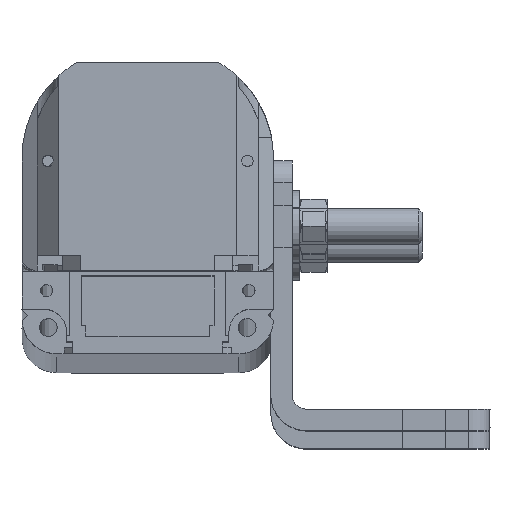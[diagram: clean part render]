
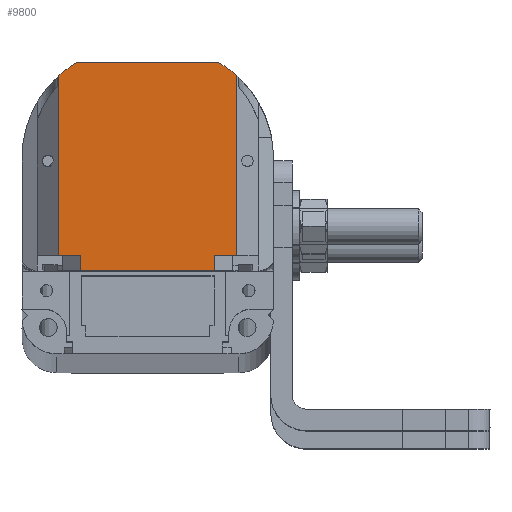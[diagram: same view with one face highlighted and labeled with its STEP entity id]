
A CAD part, top view. The second image highlights one B-rep face of the part: STEP entity #9800.
In plain terms, the highlighted planar face has unit normal (0, 0, 1).
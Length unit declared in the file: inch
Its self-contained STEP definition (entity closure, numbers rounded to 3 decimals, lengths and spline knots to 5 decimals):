
#255 = DIRECTION ( 'NONE',  ( -1., 0., 0. ) ) ;
#297 = VERTEX_POINT ( 'NONE', #2930 ) ;
#769 = VERTEX_POINT ( 'NONE', #4635 ) ;
#900 = LINE ( 'NONE', #2165, #19809 ) ;
#1306 = VECTOR ( 'NONE', #8476, 39.37008 ) ;
#1598 = LINE ( 'NONE', #7341, #13289 ) ;
#1635 = ORIENTED_EDGE ( 'NONE', *, *, #11850, .T. ) ;
#2165 = CARTESIAN_POINT ( 'NONE',  ( 2.93491, 3.58897, 10.27352 ) ) ;
#2303 = PLANE ( 'NONE',  #5538 ) ;
#2312 = EDGE_CURVE ( 'NONE', #22024, #9963, #900, .T. ) ;
#2927 = EDGE_LOOP ( 'NONE', ( #4391, #25583, #11868, #14599, #14671, #19011, #1635, #3081, #19625, #24131 ) ) ;
#2930 = CARTESIAN_POINT ( 'NONE',  ( 1.95539, 3.04597, 10.27352 ) ) ;
#3081 = ORIENTED_EDGE ( 'NONE', *, *, #4325, .F. ) ;
#3319 = CARTESIAN_POINT ( 'NONE',  ( 2.83732, 4.10897, 10.27352 ) ) ;
#4116 = VERTEX_POINT ( 'NONE', #22378 ) ;
#4325 = EDGE_CURVE ( 'NONE', #4116, #18672, #25161, .T. ) ;
#4386 = DIRECTION ( 'NONE',  ( 0., -1., 0. ) ) ;
#4391 = ORIENTED_EDGE ( 'NONE', *, *, #12935, .F. ) ;
#4635 = CARTESIAN_POINT ( 'NONE',  ( 2.07565, 3.04597, 10.27352 ) ) ;
#4793 = AXIS2_PLACEMENT_3D ( 'NONE', #23160, #6987, #19336 ) ;
#5229 = CARTESIAN_POINT ( 'NONE',  ( 2.07565, 2.96197, 10.27352 ) ) ;
#5538 = AXIS2_PLACEMENT_3D ( 'NONE', #6158, #22440, #255 ) ;
#5711 = EDGE_CURVE ( 'NONE', #23334, #21893, #12094, .T. ) ;
#5734 = VECTOR ( 'NONE', #19390, 39.37008 ) ;
#5798 = EDGE_CURVE ( 'NONE', #8927, #22024, #15823, .T. ) ;
#6158 = CARTESIAN_POINT ( 'NONE',  ( 2.35232, 3.58897, 10.27352 ) ) ;
#6662 = VECTOR ( 'NONE', #8514, 39.37008 ) ;
#6987 = DIRECTION ( 'NONE',  ( 0., 0., -1. ) ) ;
#7341 = CARTESIAN_POINT ( 'NONE',  ( 2.07565, 3.58897, 10.27352 ) ) ;
#7500 = DIRECTION ( 'NONE',  ( 0., 1., 0. ) ) ;
#8476 = DIRECTION ( 'NONE',  ( -1., 0., 0. ) ) ;
#8514 = DIRECTION ( 'NONE',  ( -1., 0., 0. ) ) ;
#8611 = LINE ( 'NONE', #25391, #5734 ) ;
#8927 = VERTEX_POINT ( 'NONE', #3319 ) ;
#9692 = CARTESIAN_POINT ( 'NONE',  ( 2.35232, 3.58897, 10.27352 ) ) ;
#9800 = ADVANCED_FACE ( 'NONE', ( #10043 ), #2303, .F. ) ;
#9963 = VERTEX_POINT ( 'NONE', #12832 ) ;
#10043 = FACE_OUTER_BOUND ( 'NONE', #2927, .T. ) ;
#10099 = CARTESIAN_POINT ( 'NONE',  ( 2.35232, 3.04597, 10.27352 ) ) ;
#10572 = DIRECTION ( 'NONE',  ( -1., 0., 0. ) ) ;
#11561 = VECTOR ( 'NONE', #17612, 39.37008 ) ;
#11850 = EDGE_CURVE ( 'NONE', #8927, #18672, #22897, .T. ) ;
#11868 = ORIENTED_EDGE ( 'NONE', *, *, #24910, .F. ) ;
#12094 = LINE ( 'NONE', #16533, #6662 ) ;
#12832 = CARTESIAN_POINT ( 'NONE',  ( 2.93491, 3.04597, 10.27352 ) ) ;
#12935 = EDGE_CURVE ( 'NONE', #21893, #769, #1598, .T. ) ;
#13236 = CARTESIAN_POINT ( 'NONE',  ( 2.05299, 4.10897, 10.27352 ) ) ;
#13289 = VECTOR ( 'NONE', #7500, 39.37008 ) ;
#14376 = EDGE_CURVE ( 'NONE', #9963, #16854, #17439, .T. ) ;
#14599 = ORIENTED_EDGE ( 'NONE', *, *, #14376, .F. ) ;
#14671 = ORIENTED_EDGE ( 'NONE', *, *, #2312, .F. ) ;
#15497 = DIRECTION ( 'NONE',  ( 0., -1., 0. ) ) ;
#15823 = CIRCLE ( 'NONE', #4793, 0.6 ) ;
#16499 = LINE ( 'NONE', #21240, #18697 ) ;
#16533 = CARTESIAN_POINT ( 'NONE',  ( 2.35232, 2.96197, 10.27352 ) ) ;
#16854 = VERTEX_POINT ( 'NONE', #18534 ) ;
#16867 = EDGE_CURVE ( 'NONE', #769, #297, #20619, .T. ) ;
#17439 = LINE ( 'NONE', #22333, #1306 ) ;
#17612 = DIRECTION ( 'NONE',  ( -1., 0., 0. ) ) ;
#18534 = CARTESIAN_POINT ( 'NONE',  ( 2.81465, 3.04597, 10.27352 ) ) ;
#18672 = VERTEX_POINT ( 'NONE', #13236 ) ;
#18697 = VECTOR ( 'NONE', #15497, 39.37008 ) ;
#18911 = CARTESIAN_POINT ( 'NONE',  ( 2.05299, 4.10897, 10.27352 ) ) ;
#19011 = ORIENTED_EDGE ( 'NONE', *, *, #5798, .F. ) ;
#19120 = AXIS2_PLACEMENT_3D ( 'NONE', #9692, #19734, #20007 ) ;
#19336 = DIRECTION ( 'NONE',  ( -1., 0., 0. ) ) ;
#19360 = VECTOR ( 'NONE', #10572, 39.37008 ) ;
#19390 = DIRECTION ( 'NONE',  ( 0., 1., 0. ) ) ;
#19625 = ORIENTED_EDGE ( 'NONE', *, *, #23079, .F. ) ;
#19734 = DIRECTION ( 'NONE',  ( 0., 0., -1. ) ) ;
#19809 = VECTOR ( 'NONE', #4386, 39.37008 ) ;
#20007 = DIRECTION ( 'NONE',  ( -1., 0., 0. ) ) ;
#20619 = LINE ( 'NONE', #10099, #19360 ) ;
#21240 = CARTESIAN_POINT ( 'NONE',  ( 2.81465, 3.58897, 10.27352 ) ) ;
#21893 = VERTEX_POINT ( 'NONE', #5229 ) ;
#22024 = VERTEX_POINT ( 'NONE', #24529 ) ;
#22333 = CARTESIAN_POINT ( 'NONE',  ( 2.35232, 3.04597, 10.27352 ) ) ;
#22378 = CARTESIAN_POINT ( 'NONE',  ( 1.95539, 4.03891, 10.27352 ) ) ;
#22440 = DIRECTION ( 'NONE',  ( 0., 0., -1. ) ) ;
#22897 = LINE ( 'NONE', #18911, #11561 ) ;
#23079 = EDGE_CURVE ( 'NONE', #297, #4116, #8611, .T. ) ;
#23160 = CARTESIAN_POINT ( 'NONE',  ( 2.53798, 3.58897, 10.27352 ) ) ;
#23334 = VERTEX_POINT ( 'NONE', #23849 ) ;
#23849 = CARTESIAN_POINT ( 'NONE',  ( 2.81465, 2.96197, 10.27352 ) ) ;
#24131 = ORIENTED_EDGE ( 'NONE', *, *, #16867, .F. ) ;
#24529 = CARTESIAN_POINT ( 'NONE',  ( 2.93491, 4.03891, 10.27352 ) ) ;
#24910 = EDGE_CURVE ( 'NONE', #16854, #23334, #16499, .T. ) ;
#25161 = CIRCLE ( 'NONE', #19120, 0.6 ) ;
#25391 = CARTESIAN_POINT ( 'NONE',  ( 1.95539, 3.58897, 10.27352 ) ) ;
#25583 = ORIENTED_EDGE ( 'NONE', *, *, #5711, .F. ) ;
